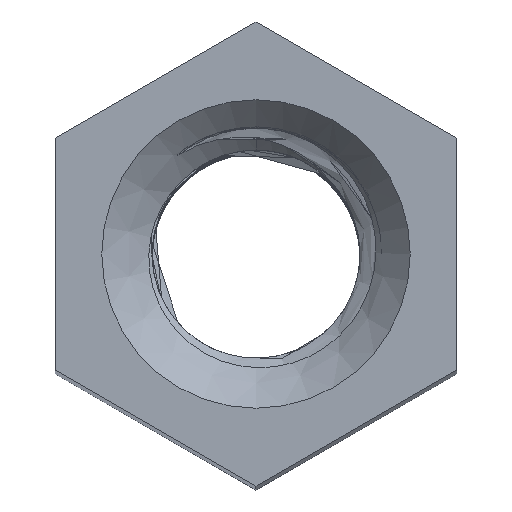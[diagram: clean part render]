
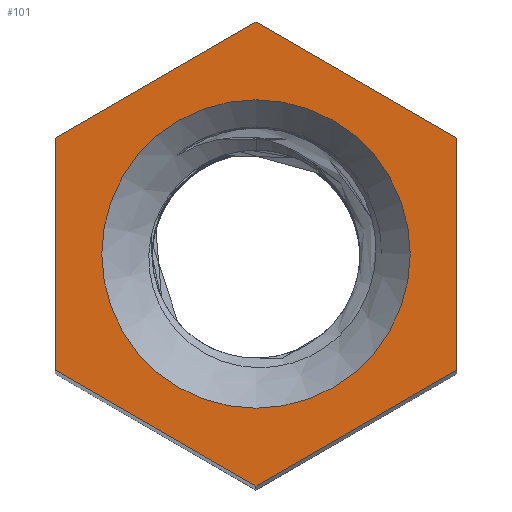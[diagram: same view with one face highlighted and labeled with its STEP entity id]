
A CAD part, top view. The second image highlights one B-rep face of the part: STEP entity #101.
In plain terms, the highlighted planar face has unit normal (0, 0, 1).
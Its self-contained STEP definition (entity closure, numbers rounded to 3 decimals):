
#101=ADVANCED_FACE('',(#30283,#30285),#30287,.T.);
#30283=FACE_BOUND('',#30284,.T.);
#30284=EDGE_LOOP('',(#31939,#31940,#31941,#31942,#31943,#31944));
#30285=FACE_BOUND('',#30286,.T.);
#30286=EDGE_LOOP('',(#31945));
#30287=PLANE('',#30288);
#30288=AXIS2_PLACEMENT_3D('',#30289,#30290,#30291);
#30289=CARTESIAN_POINT('',(0.,0.,45.));
#30290=DIRECTION('',(0.,0.,1.));
#30291=DIRECTION('',(-1.,0.,0.));
#31939=ORIENTED_EDGE('',*,*,#32375,.T.);
#31940=ORIENTED_EDGE('',*,*,#32376,.T.);
#31941=ORIENTED_EDGE('',*,*,#32377,.T.);
#31942=ORIENTED_EDGE('',*,*,#32378,.T.);
#31943=ORIENTED_EDGE('',*,*,#32379,.T.);
#31944=ORIENTED_EDGE('',*,*,#32380,.T.);
#31945=ORIENTED_EDGE('',*,*,#32238,.T.);
#32238=EDGE_CURVE('',#32466,#32466,#32467,.F.);
#32375=EDGE_CURVE('',#32736,#32737,#32738,.T.);
#32376=EDGE_CURVE('',#32737,#32739,#32740,.T.);
#32377=EDGE_CURVE('',#32739,#32741,#32742,.T.);
#32378=EDGE_CURVE('',#32741,#32743,#32744,.T.);
#32379=EDGE_CURVE('',#32743,#32745,#32746,.T.);
#32380=EDGE_CURVE('',#32745,#32736,#32747,.T.);
#32466=VERTEX_POINT('',#32975);
#32467=CIRCLE('',#32976,3.07);
#32736=VERTEX_POINT('',#40967);
#32737=VERTEX_POINT('',#40968);
#32738=LINE('',#40969,#40970);
#32739=VERTEX_POINT('',#40972);
#32740=LINE('',#40973,#40974);
#32741=VERTEX_POINT('',#40976);
#32742=LINE('',#40977,#40978);
#32743=VERTEX_POINT('',#40980);
#32744=LINE('',#40981,#40982);
#32745=VERTEX_POINT('',#40984);
#32746=LINE('',#40985,#40986);
#32747=LINE('',#40988,#40989);
#32975=CARTESIAN_POINT('',(0.,3.07,45.));
#32976=AXIS2_PLACEMENT_3D('',#32977,#32978,#32979);
#32977=CARTESIAN_POINT('',(0.,0.,45.));
#32978=DIRECTION('',(0.,0.,1.));
#32979=DIRECTION('',(0.,1.,-0.));
#40967=CARTESIAN_POINT('',(0.,-4.619,45.));
#40968=CARTESIAN_POINT('',(4.,-2.309,45.));
#40969=CARTESIAN_POINT('',(0.,-4.619,45.));
#40970=VECTOR('',#40971,1.);
#40971=DIRECTION('',(0.866,0.5,0.));
#40972=CARTESIAN_POINT('',(4.,2.309,45.));
#40973=CARTESIAN_POINT('',(4.,-2.309,45.));
#40974=VECTOR('',#40975,1.);
#40975=DIRECTION('',(0.,1.,0.));
#40976=CARTESIAN_POINT('',(0.,4.619,45.));
#40977=CARTESIAN_POINT('',(4.,2.309,45.));
#40978=VECTOR('',#40979,1.);
#40979=DIRECTION('',(-0.866,0.5,0.));
#40980=CARTESIAN_POINT('',(-4.,2.309,45.));
#40981=CARTESIAN_POINT('',(0.,4.619,45.));
#40982=VECTOR('',#40983,1.);
#40983=DIRECTION('',(-0.866,-0.5,0.));
#40984=CARTESIAN_POINT('',(-4.,-2.309,45.));
#40985=CARTESIAN_POINT('',(-4.,2.309,45.));
#40986=VECTOR('',#40987,1.);
#40987=DIRECTION('',(0.,-1.,0.));
#40988=CARTESIAN_POINT('',(-4.,-2.309,45.));
#40989=VECTOR('',#40990,1.);
#40990=DIRECTION('',(0.866,-0.5,0.));
